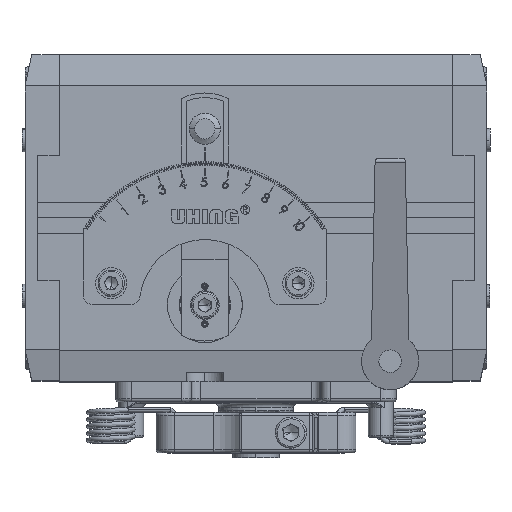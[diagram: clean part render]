
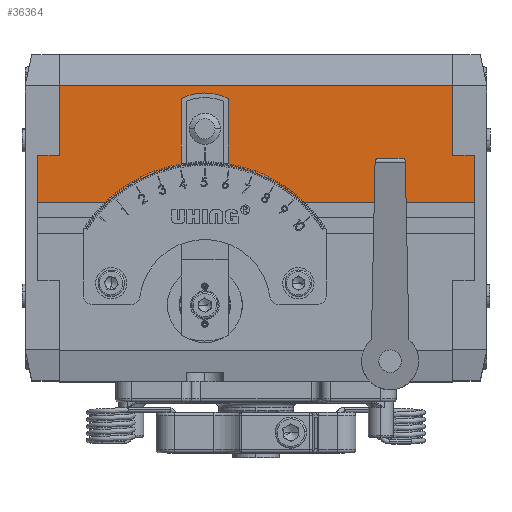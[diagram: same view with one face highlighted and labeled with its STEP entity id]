
A CAD part, top view. The second image highlights one B-rep face of the part: STEP entity #36364.
In plain terms, the highlighted planar face has unit normal (0, 0, 1).
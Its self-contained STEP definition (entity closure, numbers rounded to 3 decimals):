
#718 = DIRECTION ( 'NONE',  ( 1., 0., 0. ) ) ;
#1431 = ORIENTED_EDGE ( 'NONE', *, *, #106700, .F. ) ;
#6182 = ORIENTED_EDGE ( 'NONE', *, *, #7281, .F. ) ;
#6810 = DIRECTION ( 'NONE',  ( 0., 0., -1. ) ) ;
#7281 = EDGE_CURVE ( 'NONE', #185226, #71321, #183967, .T. ) ;
#10219 = CARTESIAN_POINT ( 'NONE',  ( 70., 72.5, 43. ) ) ;
#11534 = VERTEX_POINT ( 'NONE', #27855 ) ;
#14580 = ORIENTED_EDGE ( 'NONE', *, *, #169931, .F. ) ;
#20514 = DIRECTION ( 'NONE',  ( 1., 0., 0. ) ) ;
#26081 = VECTOR ( 'NONE', #20514, 1000. ) ;
#27552 = EDGE_CURVE ( 'NONE', #71321, #143507, #145624, .T. ) ;
#27855 = CARTESIAN_POINT ( 'NONE',  ( -63., 95., 43. ) ) ;
#28055 = EDGE_LOOP ( 'NONE', ( #137374, #14580, #114889, #6182, #52973, #142804, #1431, #61094 ) ) ;
#36364 = ADVANCED_FACE ( 'NONE', ( #59483 ), #77285, .F. ) ;
#37689 = DIRECTION ( 'NONE',  ( 1., 0., 0. ) ) ;
#37896 = CARTESIAN_POINT ( 'NONE',  ( 63., 72.5, 43. ) ) ;
#39338 = DIRECTION ( 'NONE',  ( 1., 0., 0. ) ) ;
#49337 = VECTOR ( 'NONE', #718, 1000. ) ;
#52543 = LINE ( 'NONE', #180509, #169780 ) ;
#52973 = ORIENTED_EDGE ( 'NONE', *, *, #94094, .T. ) ;
#53278 = DIRECTION ( 'NONE',  ( 1., 0., 0. ) ) ;
#53911 = VECTOR ( 'NONE', #53967, 1000. ) ;
#53967 = DIRECTION ( 'NONE',  ( 0., 1., 0. ) ) ;
#56949 = CARTESIAN_POINT ( 'NONE',  ( -70., 95., 43. ) ) ;
#57542 = LINE ( 'NONE', #143040, #184119 ) ;
#58956 = CARTESIAN_POINT ( 'NONE',  ( -70., 57.5, 43. ) ) ;
#59483 = FACE_OUTER_BOUND ( 'NONE', #28055, .T. ) ;
#61094 = ORIENTED_EDGE ( 'NONE', *, *, #93591, .F. ) ;
#65393 = CARTESIAN_POINT ( 'NONE',  ( -63., 72.5, 43. ) ) ;
#68354 = VECTOR ( 'NONE', #39338, 1000. ) ;
#69958 = CARTESIAN_POINT ( 'NONE',  ( 70., 95., 43. ) ) ;
#71321 = VERTEX_POINT ( 'NONE', #89170 ) ;
#72630 = VERTEX_POINT ( 'NONE', #37896 ) ;
#77285 = PLANE ( 'NONE',  #88493 ) ;
#79225 = EDGE_CURVE ( 'NONE', #87444, #133035, #97180, .T. ) ;
#87444 = VERTEX_POINT ( 'NONE', #101881 ) ;
#88493 = AXIS2_PLACEMENT_3D ( 'NONE', #99409, #6810, #37689 ) ;
#89170 = CARTESIAN_POINT ( 'NONE',  ( -70., 72.5, 43. ) ) ;
#91410 = VECTOR ( 'NONE', #53278, 1000. ) ;
#93591 = EDGE_CURVE ( 'NONE', #138046, #72630, #57542, .T. ) ;
#94094 = EDGE_CURVE ( 'NONE', #185226, #87444, #128562, .T. ) ;
#97180 = LINE ( 'NONE', #69958, #53911 ) ;
#99409 = CARTESIAN_POINT ( 'NONE',  ( -70., 95., 43. ) ) ;
#101881 = CARTESIAN_POINT ( 'NONE',  ( 70., 57.5, 43. ) ) ;
#102507 = EDGE_CURVE ( 'NONE', #11534, #138046, #138828, .T. ) ;
#103287 = CARTESIAN_POINT ( 'NONE',  ( -70., 72.5, 43. ) ) ;
#106700 = EDGE_CURVE ( 'NONE', #72630, #133035, #168203, .T. ) ;
#112882 = CARTESIAN_POINT ( 'NONE',  ( -70., 57.5, 43. ) ) ;
#114535 = CARTESIAN_POINT ( 'NONE',  ( 63., 95., 43. ) ) ;
#114889 = ORIENTED_EDGE ( 'NONE', *, *, #27552, .F. ) ;
#121228 = DIRECTION ( 'NONE',  ( 0., 1., 0. ) ) ;
#127936 = CARTESIAN_POINT ( 'NONE',  ( 70., 72.5, 43. ) ) ;
#128562 = LINE ( 'NONE', #58956, #49337 ) ;
#133035 = VERTEX_POINT ( 'NONE', #127936 ) ;
#137374 = ORIENTED_EDGE ( 'NONE', *, *, #102507, .F. ) ;
#138046 = VERTEX_POINT ( 'NONE', #114535 ) ;
#138828 = LINE ( 'NONE', #154766, #91410 ) ;
#140602 = DIRECTION ( 'NONE',  ( 0., 1., 0. ) ) ;
#142804 = ORIENTED_EDGE ( 'NONE', *, *, #79225, .T. ) ;
#143040 = CARTESIAN_POINT ( 'NONE',  ( 63., 105., 43. ) ) ;
#143507 = VERTEX_POINT ( 'NONE', #65393 ) ;
#145624 = LINE ( 'NONE', #103287, #26081 ) ;
#154766 = CARTESIAN_POINT ( 'NONE',  ( -70., 95., 43. ) ) ;
#168203 = LINE ( 'NONE', #10219, #68354 ) ;
#169780 = VECTOR ( 'NONE', #121228, 1000. ) ;
#169931 = EDGE_CURVE ( 'NONE', #143507, #11534, #52543, .T. ) ;
#180509 = CARTESIAN_POINT ( 'NONE',  ( -63., 105., 43. ) ) ;
#183636 = DIRECTION ( 'NONE',  ( 0., -1., 0. ) ) ;
#183967 = LINE ( 'NONE', #56949, #186145 ) ;
#184119 = VECTOR ( 'NONE', #183636, 1000. ) ;
#185226 = VERTEX_POINT ( 'NONE', #112882 ) ;
#186145 = VECTOR ( 'NONE', #140602, 1000. ) ;
